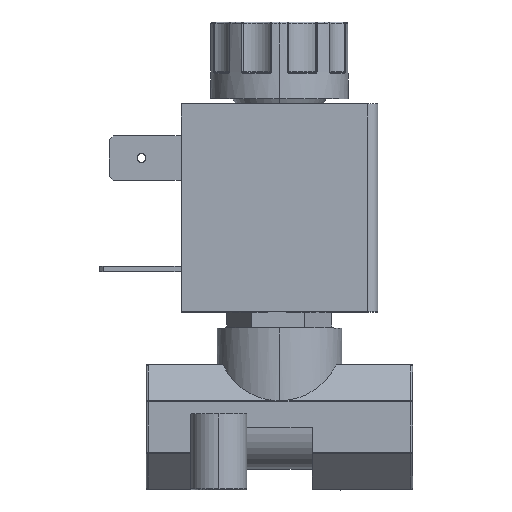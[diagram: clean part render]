
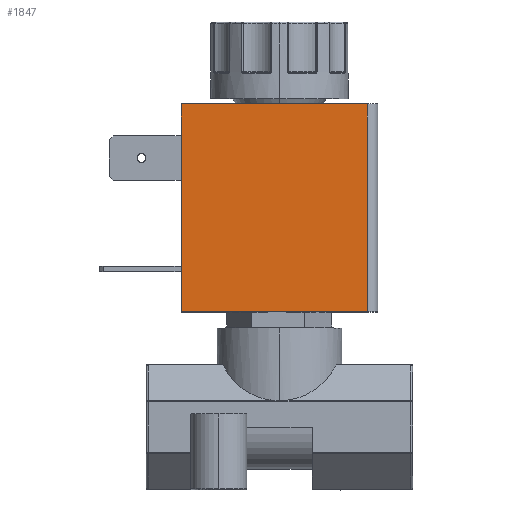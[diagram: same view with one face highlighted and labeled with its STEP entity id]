
A CAD part, top view. The second image highlights one B-rep face of the part: STEP entity #1847.
In plain terms, the highlighted planar face has unit normal (0, 0, 1).
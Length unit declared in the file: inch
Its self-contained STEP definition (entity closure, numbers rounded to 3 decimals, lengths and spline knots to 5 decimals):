
#70 = EDGE_CURVE ( 'NONE', #3398, #5263, #3937, .T. ) ;
#200 = EDGE_CURVE ( 'NONE', #5263, #990, #2111, .T. ) ;
#337 = EDGE_CURVE ( 'NONE', #990, #2855, #10654, .T. ) ;
#546 = DIRECTION ( 'NONE',  ( 0., 0., -1. ) ) ;
#990 = VERTEX_POINT ( 'NONE', #4256 ) ;
#1025 = AXIS2_PLACEMENT_3D ( 'NONE', #6351, #546, #2339 ) ;
#1093 = CARTESIAN_POINT ( 'NONE',  ( -0.552, 0.646, 0.435 ) ) ;
#1260 = DIRECTION ( 'NONE',  ( 1., 0., 0. ) ) ;
#1847 = ADVANCED_FACE ( 'Defeatured_0_10', ( #10680 ), #8862, .F. ) ;
#2075 = VECTOR ( 'NONE', #1260, 39.37008 ) ;
#2111 = LINE ( 'NONE', #2829, #9960 ) ;
#2339 = DIRECTION ( 'NONE',  ( 0., 1., 0. ) ) ;
#2626 = VECTOR ( 'NONE', #6536, 39.37008 ) ;
#2829 = CARTESIAN_POINT ( 'NONE',  ( 0.492, 0.646, 0.435 ) ) ;
#2855 = VERTEX_POINT ( 'NONE', #7267 ) ;
#3137 = VECTOR ( 'NONE', #9323, 39.37008 ) ;
#3398 = VERTEX_POINT ( 'NONE', #9274 ) ;
#3937 = LINE ( 'NONE', #8699, #2075 ) ;
#4256 = CARTESIAN_POINT ( 'NONE',  ( 0.492, 0.646, 0.435 ) ) ;
#4619 = ORIENTED_EDGE ( 'NONE', *, *, #70, .F. ) ;
#4734 = ORIENTED_EDGE ( 'NONE', *, *, #200, .F. ) ;
#4911 = EDGE_LOOP ( 'NONE', ( #4734, #4619, #10788, #7090 ) ) ;
#5263 = VERTEX_POINT ( 'NONE', #10637 ) ;
#6351 = CARTESIAN_POINT ( 'NONE',  ( -0.552, 0.646, 0.435 ) ) ;
#6536 = DIRECTION ( 'NONE',  ( -1., 0., 0. ) ) ;
#7090 = ORIENTED_EDGE ( 'NONE', *, *, #337, .F. ) ;
#7267 = CARTESIAN_POINT ( 'NONE',  ( -0.552, 0.646, 0.435 ) ) ;
#7821 = LINE ( 'NONE', #1093, #3137 ) ;
#8625 = DIRECTION ( 'NONE',  ( 0., -1., 0. ) ) ;
#8699 = CARTESIAN_POINT ( 'NONE',  ( -0.552, 1.813, 0.435 ) ) ;
#8754 = EDGE_CURVE ( 'NONE', #2855, #3398, #7821, .T. ) ;
#8862 = PLANE ( 'NONE',  #1025 ) ;
#9008 = CARTESIAN_POINT ( 'NONE',  ( -0.552, 0.646, 0.435 ) ) ;
#9274 = CARTESIAN_POINT ( 'NONE',  ( -0.552, 1.813, 0.435 ) ) ;
#9323 = DIRECTION ( 'NONE',  ( 0., 1., 0. ) ) ;
#9960 = VECTOR ( 'NONE', #8625, 39.37008 ) ;
#10637 = CARTESIAN_POINT ( 'NONE',  ( 0.492, 1.813, 0.435 ) ) ;
#10654 = LINE ( 'NONE', #9008, #2626 ) ;
#10680 = FACE_OUTER_BOUND ( 'NONE', #4911, .T. ) ;
#10788 = ORIENTED_EDGE ( 'NONE', *, *, #8754, .F. ) ;
